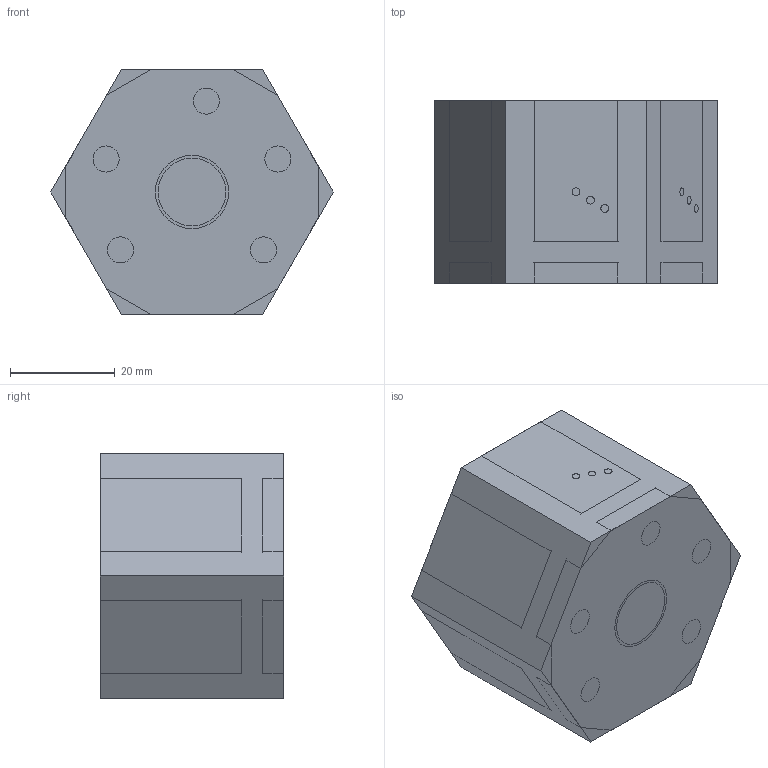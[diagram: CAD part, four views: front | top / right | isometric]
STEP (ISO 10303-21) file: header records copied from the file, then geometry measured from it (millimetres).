
FILE_DESCRIPTION(('FreeCAD Model'),'2;1');
FILE_NAME('test.step', '2020-08-04T16:37:18',('Author'),(''), 'Open CASCADE STEP processor 7.3','FreeCAD','Unknown');
FILE_SCHEMA(('AUTOMOTIVE_DESIGN { 1 0 10303 214 1 1 1 1 }'));
Length unit declared in the file: millimetre
Products named in the file (41): Sketch1; Sketch2; Sketch3; Sketch4; Sketch5; Sketch6; Sketch7; waste_-_NO_odor_valve; Sketch14; Sketch24; odor_valves; Sketch32; Sketch33; cable_2; Sketch38; Sketch39; Sketch40; Extrusion33; Extrusion32; Circular_Pattern9; Sketch43; Sketch44; Sketch45; Sketch46; Sketch47; Sketch48; Extrusion38; Sketch49; Extrusion39; Thread15; Thread16; Thread17; Thread18; Thread19; Thread20; Thread21; Thread22; Thread23; Thread24; Sketch51 ...
Bounding box: 54 x 35 x 46.77 mm (x, y, z)
Surface area: 44481.5 mm2
Topology: 23 solids, 43 shells, 260 faces, 547 edges, 400 vertices
Faces by surface type: plane 183, cylinder 77
Full cylindrical faces by diameter (mm): 1.5 x26, 3.6 x2, 4 x1, 4.057 x3, 5 x34, 8 x1, 9.6 x2, 13 x5, 14.6 x3
Entity records: 16863 total; most frequent: CARTESIAN_POINT 3601, DIRECTION 2115, LINE 1162, VECTOR 1162, ORIENTED_EDGE 946, PCURVE 946, DEFINITIONAL_REPRESENTATION 946, EDGE_CURVE 493
